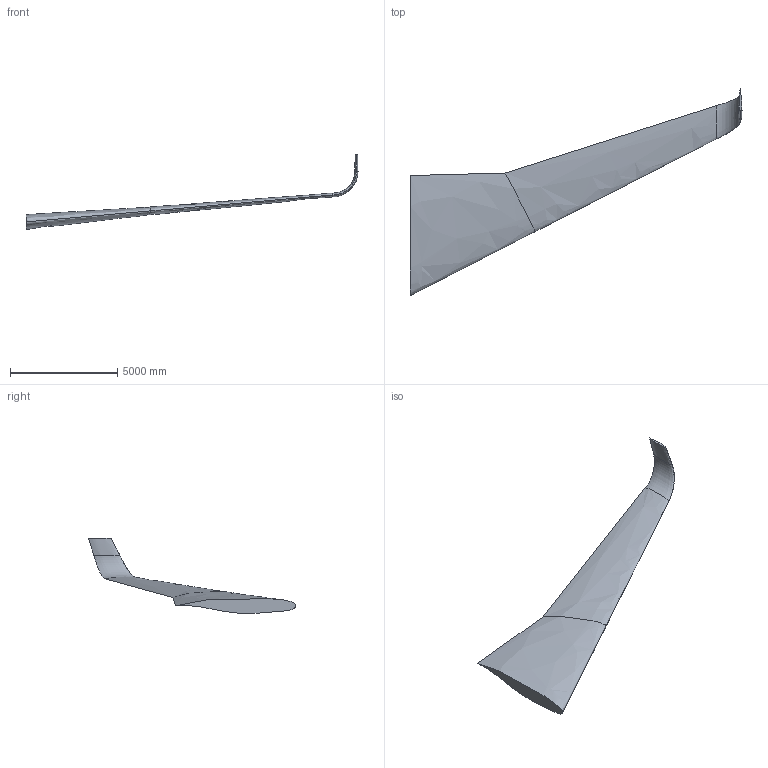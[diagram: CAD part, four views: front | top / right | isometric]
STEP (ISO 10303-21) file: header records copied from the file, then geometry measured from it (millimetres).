
FILE_DESCRIPTION(/* description */ (''),/* implementation_level */ '2;1');
FILE_NAME(/* name */ 'Wing.step',/* time_stamp */ '2023-08-18T17:19:15+05:30',/* author */ (''),/* organization */ (''),/* preprocessor_version */ 'ST-DEVELOPER v20',/* originating_system */ 'Autodesk Translation Framework v12.9.0.99',/* authorisation */ '');
FILE_SCHEMA (('AUTOMOTIVE_DESIGN { 1 0 10303 214 3 1 1 }'));
Length unit declared in the file: millimetre
Products named in the file (2): (Unsaved); Wing
Assembly tree (1 placements, depth 2):
  (Unsaved)
    Wing
Bounding box: 15468.89 x 9649.63 x 3498.16 mm (x, y, z)
Volume: 13723722340.8 mm3; surface area: 101657894.1 mm2
Topology: 1 solids, 1 shells, 10 faces, 21 edges, 13 vertices
Faces by surface type: bspline 8, plane 2
Entity records: 20208 total; most frequent: CARTESIAN_POINT 19979, ORIENTED_EDGE 42, EDGE_CURVE 21, DIRECTION 16, B_SPLINE_CURVE_WITH_KNOTS 13, VERTEX_POINT 13, FACE_OUTER_BOUND 10, EDGE_LOOP 10
